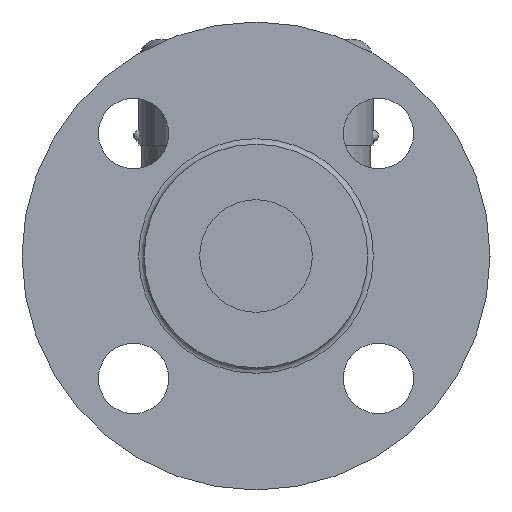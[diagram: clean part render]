
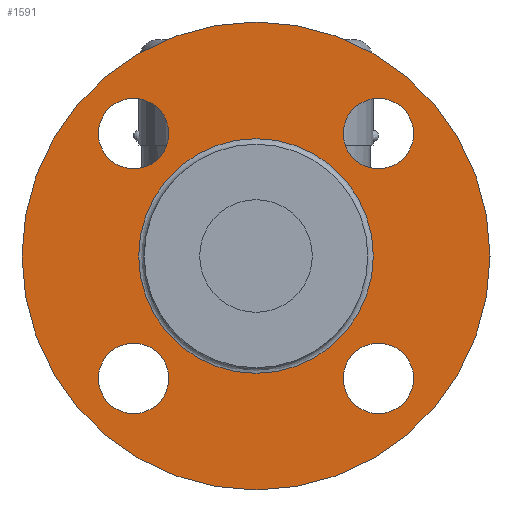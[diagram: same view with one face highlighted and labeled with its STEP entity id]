
A CAD part, left-side view. The second image highlights one B-rep face of the part: STEP entity #1591.
In plain terms, the highlighted planar face has unit normal (-1, 0, 0).
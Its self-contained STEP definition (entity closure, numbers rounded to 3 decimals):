
#1408=CARTESIAN_POINT('',(-98.6,0.0,66.5));
#1409=VERTEX_POINT('',#1408);
#1410=CARTESIAN_POINT('',(-98.6,0.0,0.));
#1411=DIRECTION('',(-1.0,0.0,0.0));
#1412=DIRECTION('',(0.0,0.0,1.0));
#1413=AXIS2_PLACEMENT_3D('',#1410,#1411,#1412);
#1414=CIRCLE('',#1413,66.5);
#1415=EDGE_CURVE('',#1409,#1409,#1414,.T.);
#1513=CARTESIAN_POINT('',(-98.6,0.0,33.35));
#1514=VERTEX_POINT('',#1513);
#1515=CARTESIAN_POINT('',(-98.6,0.0,0.));
#1516=DIRECTION('',(-1.0,0.0,0.0));
#1517=DIRECTION('',(0.0,0.0,-1.0));
#1518=AXIS2_PLACEMENT_3D('',#1515,#1516,#1517);
#1519=CIRCLE('',#1518,33.35);
#1520=EDGE_CURVE('',#1514,#1514,#1519,.T.);
#1536=CARTESIAN_POINT('',(-98.6,0.0,49.125));
#1537=DIRECTION('',(-1.0,0.0,0.0));
#1538=DIRECTION('',(0.0,0.0,1.0));
#1539=AXIS2_PLACEMENT_3D('',#1536,#1537,#1538);
#1540=PLANE('',#1539);
#1541=ORIENTED_EDGE('',*,*,#1415,.T.);
#1542=EDGE_LOOP('',(#1541));
#1543=FACE_OUTER_BOUND('',#1542,.T.);
#1544=CARTESIAN_POINT('',(-98.6,34.79,44.79));
#1545=VERTEX_POINT('',#1544);
#1546=CARTESIAN_POINT('',(-98.6,34.79,34.79));
#1547=DIRECTION('',(1.0,0.0,0.0));
#1548=DIRECTION('',(0.0,0.0,1.0));
#1549=AXIS2_PLACEMENT_3D('',#1546,#1547,#1548);
#1550=CIRCLE('',#1549,10.0);
#1551=EDGE_CURVE('',#1545,#1545,#1550,.T.);
#1552=ORIENTED_EDGE('',*,*,#1551,.T.);
#1553=EDGE_LOOP('',(#1552));
#1554=FACE_BOUND('',#1553,.T.);
#1555=CARTESIAN_POINT('',(-98.6,44.79,-34.79));
#1556=VERTEX_POINT('',#1555);
#1557=CARTESIAN_POINT('',(-98.6,34.79,-34.79));
#1558=DIRECTION('',(1.0,0.0,0.0));
#1559=DIRECTION('',(0.0,1.0,0.0));
#1560=AXIS2_PLACEMENT_3D('',#1557,#1558,#1559);
#1561=CIRCLE('',#1560,10.0);
#1562=EDGE_CURVE('',#1556,#1556,#1561,.T.);
#1563=ORIENTED_EDGE('',*,*,#1562,.T.);
#1564=EDGE_LOOP('',(#1563));
#1565=FACE_BOUND('',#1564,.T.);
#1566=CARTESIAN_POINT('',(-98.6,-34.79,-44.79));
#1567=VERTEX_POINT('',#1566);
#1568=CARTESIAN_POINT('',(-98.6,-34.79,-34.79));
#1569=DIRECTION('',(1.0,0.0,0.0));
#1570=DIRECTION('',(0.0,0.0,-1.0));
#1571=AXIS2_PLACEMENT_3D('',#1568,#1569,#1570);
#1572=CIRCLE('',#1571,10.0);
#1573=EDGE_CURVE('',#1567,#1567,#1572,.T.);
#1574=ORIENTED_EDGE('',*,*,#1573,.T.);
#1575=EDGE_LOOP('',(#1574));
#1576=FACE_BOUND('',#1575,.T.);
#1577=CARTESIAN_POINT('',(-98.6,-44.79,34.79));
#1578=VERTEX_POINT('',#1577);
#1579=CARTESIAN_POINT('',(-98.6,-34.79,34.79));
#1580=DIRECTION('',(1.0,0.0,0.0));
#1581=DIRECTION('',(0.0,-1.0,0.0));
#1582=AXIS2_PLACEMENT_3D('',#1579,#1580,#1581);
#1583=CIRCLE('',#1582,10.0);
#1584=EDGE_CURVE('',#1578,#1578,#1583,.T.);
#1585=ORIENTED_EDGE('',*,*,#1584,.T.);
#1586=EDGE_LOOP('',(#1585));
#1587=FACE_BOUND('',#1586,.T.);
#1588=ORIENTED_EDGE('',*,*,#1520,.F.);
#1589=EDGE_LOOP('',(#1588));
#1590=FACE_BOUND('',#1589,.T.);
#1591=ADVANCED_FACE('',(#1543,#1554,#1565,#1576,#1587,#1590),#1540,.T.);
